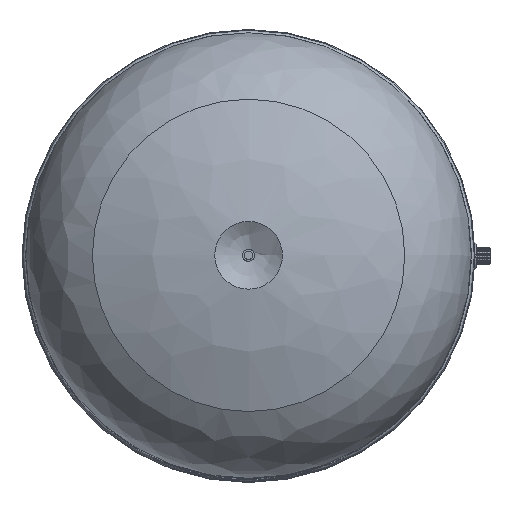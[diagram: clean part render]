
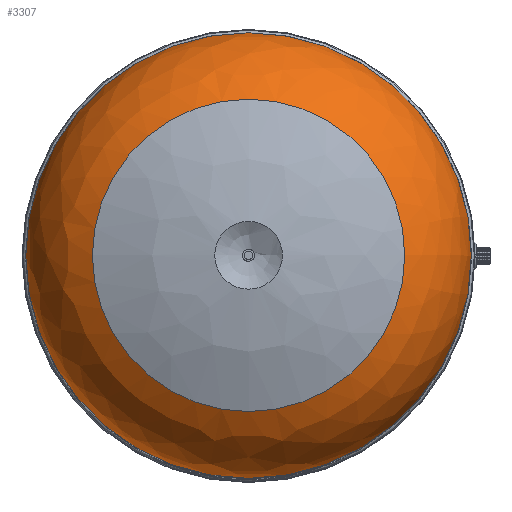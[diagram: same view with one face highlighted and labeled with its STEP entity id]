
A CAD part, top view. The second image highlights one B-rep face of the part: STEP entity #3307.
In plain terms, the highlighted free-form (B-spline) face has degree [2, 2] with [3, 9] control points.
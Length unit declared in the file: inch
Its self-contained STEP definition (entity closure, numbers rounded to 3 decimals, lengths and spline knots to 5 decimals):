
#619=(
BOUNDED_CURVE()
B_SPLINE_CURVE(2,(#5545,#5546,#5547),.UNSPECIFIED.,.F.,.F.)
B_SPLINE_CURVE_WITH_KNOTS((3,3),(0.10357,1.10771),
 .UNSPECIFIED.)
CURVE()
GEOMETRIC_REPRESENTATION_ITEM()
RATIONAL_B_SPLINE_CURVE((1.,0.877,1.))
REPRESENTATION_ITEM('')
);
#626=(
BOUNDED_SURFACE()
B_SPLINE_SURFACE(2,2,((#5515,#5516,#5517,#5518,#5519,#5520,#5521,#5522,
#5523),(#5524,#5525,#5526,#5527,#5528,#5529,#5530,#5531,#5532),(#5533,#5534,
#5535,#5536,#5537,#5538,#5539,#5540,#5541)),.UNSPECIFIED.,.F.,.T.,.F.)
B_SPLINE_SURFACE_WITH_KNOTS((3,3),(3,2,2,2,3),(-1.10771,-0.10357),
(-3.14159,-1.5708,0.,1.5708,3.14159),
 .UNSPECIFIED.)
GEOMETRIC_REPRESENTATION_ITEM()
RATIONAL_B_SPLINE_SURFACE(((1.,0.707,1.,0.707,1.,
0.707,1.,0.707,1.),(0.877,0.62,
0.877,0.62,0.877,0.62,
0.877,0.62,0.877),(1.,0.707,
1.,0.707,1.,0.707,1.,0.707,1.)))
REPRESENTATION_ITEM('')
SURFACE()
);
#811=FACE_OUTER_BOUND('',#1038,.T.);
#1038=EDGE_LOOP('',(#2479,#2480,#2481,#2482,#2483,#2484));
#1225=CIRCLE('',#3609,8.6967);
#1226=CIRCLE('',#3610,8.6967);
#1229=CIRCLE('',#3613,12.40157);
#1230=CIRCLE('',#3614,12.40157);
#1427=VERTEX_POINT('',#5504);
#1428=VERTEX_POINT('',#5505);
#1431=VERTEX_POINT('',#5542);
#1432=VERTEX_POINT('',#5543);
#1806=EDGE_CURVE('',#1427,#1428,#1225,.T.);
#1807=EDGE_CURVE('',#1428,#1427,#1226,.T.);
#1811=EDGE_CURVE('',#1431,#1432,#1229,.T.);
#1812=EDGE_CURVE('',#1432,#1428,#619,.T.);
#1813=EDGE_CURVE('',#1432,#1431,#1230,.T.);
#2479=ORIENTED_EDGE('',*,*,#1811,.T.);
#2480=ORIENTED_EDGE('',*,*,#1812,.T.);
#2481=ORIENTED_EDGE('',*,*,#1807,.T.);
#2482=ORIENTED_EDGE('',*,*,#1806,.T.);
#2483=ORIENTED_EDGE('',*,*,#1812,.F.);
#2484=ORIENTED_EDGE('',*,*,#1813,.T.);
#3307=ADVANCED_FACE('',(#811),#626,.F.);
#3609=AXIS2_PLACEMENT_3D('',#5506,#4254,#4255);
#3610=AXIS2_PLACEMENT_3D('',#5507,#4256,#4257);
#3613=AXIS2_PLACEMENT_3D('',#5544,#4262,#4263);
#3614=AXIS2_PLACEMENT_3D('',#5548,#4264,#4265);
#4254=DIRECTION('center_axis',(0.,0.,-1.));
#4255=DIRECTION('ref_axis',(-1.,0.,0.));
#4256=DIRECTION('center_axis',(0.,0.,-1.));
#4257=DIRECTION('ref_axis',(-1.,0.,0.));
#4262=DIRECTION('center_axis',(0.,0.,1.));
#4263=DIRECTION('ref_axis',(-1.,0.,0.));
#4264=DIRECTION('center_axis',(0.,0.,1.));
#4265=DIRECTION('ref_axis',(-1.,0.,0.));
#5504=CARTESIAN_POINT('',(478.00964,0.,981.6033));
#5505=CARTESIAN_POINT('',(495.40304,0.,981.6033));
#5506=CARTESIAN_POINT('Origin',(486.70634,0.,981.6033));
#5507=CARTESIAN_POINT('Origin',(486.70634,0.,981.6033));
#5515=CARTESIAN_POINT('Ctrl Pts',(495.40304,0.,981.6033));
#5516=CARTESIAN_POINT('Ctrl Pts',(495.40304,-8.6967,981.6033));
#5517=CARTESIAN_POINT('Ctrl Pts',(486.70634,-8.6967,981.6033));
#5518=CARTESIAN_POINT('Ctrl Pts',(478.00964,-8.6967,981.6033));
#5519=CARTESIAN_POINT('Ctrl Pts',(478.00964,0.,981.6033));
#5520=CARTESIAN_POINT('Ctrl Pts',(478.00964,8.6967,981.6033));
#5521=CARTESIAN_POINT('Ctrl Pts',(486.70634,8.6967,981.6033));
#5522=CARTESIAN_POINT('Ctrl Pts',(495.40304,8.6967,981.6033));
#5523=CARTESIAN_POINT('Ctrl Pts',(495.40304,0.,981.6033));
#5524=CARTESIAN_POINT('Ctrl Pts',(498.72413,0.,979.94508));
#5525=CARTESIAN_POINT('Ctrl Pts',(498.72413,-12.01779,979.94508));
#5526=CARTESIAN_POINT('Ctrl Pts',(486.70634,-12.01779,979.94508));
#5527=CARTESIAN_POINT('Ctrl Pts',(474.68855,-12.01779,979.94508));
#5528=CARTESIAN_POINT('Ctrl Pts',(474.68855,0.,979.94508));
#5529=CARTESIAN_POINT('Ctrl Pts',(474.68855,12.01779,979.94508));
#5530=CARTESIAN_POINT('Ctrl Pts',(486.70634,12.01779,979.94508));
#5531=CARTESIAN_POINT('Ctrl Pts',(498.72413,12.01779,979.94508));
#5532=CARTESIAN_POINT('Ctrl Pts',(498.72413,0.,979.94508));
#5533=CARTESIAN_POINT('Ctrl Pts',(499.10792,0.,976.25292));
#5534=CARTESIAN_POINT('Ctrl Pts',(499.10792,-12.40157,976.25292));
#5535=CARTESIAN_POINT('Ctrl Pts',(486.70634,-12.40157,976.25292));
#5536=CARTESIAN_POINT('Ctrl Pts',(474.30477,-12.40157,976.25292));
#5537=CARTESIAN_POINT('Ctrl Pts',(474.30477,0.,976.25292));
#5538=CARTESIAN_POINT('Ctrl Pts',(474.30477,12.40157,976.25292));
#5539=CARTESIAN_POINT('Ctrl Pts',(486.70634,12.40157,976.25292));
#5540=CARTESIAN_POINT('Ctrl Pts',(499.10792,12.40157,976.25292));
#5541=CARTESIAN_POINT('Ctrl Pts',(499.10792,0.,976.25292));
#5542=CARTESIAN_POINT('',(474.30477,0.,976.25292));
#5543=CARTESIAN_POINT('',(499.10792,0.,976.25292));
#5544=CARTESIAN_POINT('Origin',(486.70634,0.,976.25292));
#5545=CARTESIAN_POINT('Ctrl Pts',(499.10792,0.,976.25292));
#5546=CARTESIAN_POINT('Ctrl Pts',(498.72413,0.,979.94508));
#5547=CARTESIAN_POINT('Ctrl Pts',(495.40304,0.,981.6033));
#5548=CARTESIAN_POINT('Origin',(486.70634,0.,976.25292));
